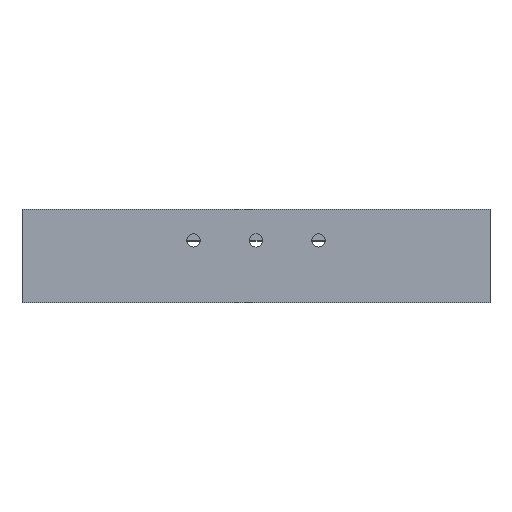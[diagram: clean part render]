
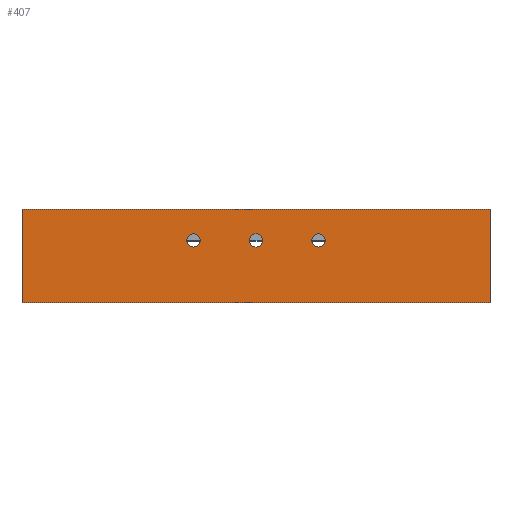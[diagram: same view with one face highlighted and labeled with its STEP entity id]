
A CAD part, top view. The second image highlights one B-rep face of the part: STEP entity #407.
In plain terms, the highlighted planar face has unit normal (0, 0, 1).
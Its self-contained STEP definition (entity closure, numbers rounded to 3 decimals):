
#67 = FACE_OUTER_BOUND ( 'NONE', #2109, .T. ) ;
#72 = EDGE_CURVE ( 'NONE', #1961, #81, #1792, .T. ) ;
#81 = VERTEX_POINT ( 'NONE', #193 ) ;
#131 = ORIENTED_EDGE ( 'NONE', *, *, #72, .T. ) ;
#141 = DIRECTION ( 'NONE',  ( 0., 1., 0. ) ) ;
#193 = CARTESIAN_POINT ( 'NONE',  ( 150., 30., 5. ) ) ;
#209 = CIRCLE ( 'NONE', #998, 2.15 ) ;
#255 = CARTESIAN_POINT ( 'NONE',  ( 0., 0., 5. ) ) ;
#279 = ORIENTED_EDGE ( 'NONE', *, *, #1761, .F. ) ;
#281 = CIRCLE ( 'NONE', #1638, 2.15 ) ;
#282 = DIRECTION ( 'NONE',  ( -1., 0., 0. ) ) ;
#299 = CARTESIAN_POINT ( 'NONE',  ( 77.15, 20., 5. ) ) ;
#393 = AXIS2_PLACEMENT_3D ( 'NONE', #822, #1531, #2085 ) ;
#407 = ADVANCED_FACE ( 'NONE', ( #1516, #1333, #623, #67 ), #807, .F. ) ;
#454 = CARTESIAN_POINT ( 'NONE',  ( 92.85, 20., 5. ) ) ;
#465 = CARTESIAN_POINT ( 'NONE',  ( 0., 0., 5. ) ) ;
#466 = ORIENTED_EDGE ( 'NONE', *, *, #1839, .F. ) ;
#485 = LINE ( 'NONE', #1530, #1988 ) ;
#502 = CARTESIAN_POINT ( 'NONE',  ( 97.15, 20., 5. ) ) ;
#514 = CARTESIAN_POINT ( 'NONE',  ( 55., 20., 5. ) ) ;
#522 = DIRECTION ( 'NONE',  ( 1., 0., 0. ) ) ;
#545 = EDGE_CURVE ( 'NONE', #2148, #1961, #1591, .T. ) ;
#552 = ORIENTED_EDGE ( 'NONE', *, *, #959, .F. ) ;
#560 = EDGE_CURVE ( 'NONE', #1242, #757, #1178, .T. ) ;
#565 = VERTEX_POINT ( 'NONE', #502 ) ;
#623 = FACE_BOUND ( 'NONE', #1845, .T. ) ;
#631 = AXIS2_PLACEMENT_3D ( 'NONE', #1202, #1733, #282 ) ;
#635 = CARTESIAN_POINT ( 'NONE',  ( 52.85, 20., 5. ) ) ;
#689 = ORIENTED_EDGE ( 'NONE', *, *, #1327, .F. ) ;
#700 = DIRECTION ( 'NONE',  ( -1., 0., 0. ) ) ;
#757 = VERTEX_POINT ( 'NONE', #1278 ) ;
#769 = VERTEX_POINT ( 'NONE', #1770 ) ;
#800 = DIRECTION ( 'NONE',  ( 0., 0., 1. ) ) ;
#807 = PLANE ( 'NONE',  #393 ) ;
#822 = CARTESIAN_POINT ( 'NONE',  ( 0., 0., 5. ) ) ;
#835 = CARTESIAN_POINT ( 'NONE',  ( 72.85, 20., 5. ) ) ;
#852 = DIRECTION ( 'NONE',  ( 0., 0., 1. ) ) ;
#861 = ORIENTED_EDGE ( 'NONE', *, *, #545, .T. ) ;
#894 = VECTOR ( 'NONE', #1212, 1000. ) ;
#959 = EDGE_CURVE ( 'NONE', #2169, #565, #1633, .T. ) ;
#998 = AXIS2_PLACEMENT_3D ( 'NONE', #1893, #800, #1195 ) ;
#1014 = VERTEX_POINT ( 'NONE', #835 ) ;
#1016 = CARTESIAN_POINT ( 'NONE',  ( 0., 0., 5. ) ) ;
#1080 = AXIS2_PLACEMENT_3D ( 'NONE', #1397, #1387, #2315 ) ;
#1178 = CIRCLE ( 'NONE', #2020, 2.15 ) ;
#1188 = ORIENTED_EDGE ( 'NONE', *, *, #1287, .T. ) ;
#1195 = DIRECTION ( 'NONE',  ( 1., 0., 0. ) ) ;
#1202 = CARTESIAN_POINT ( 'NONE',  ( 95., 20., 5. ) ) ;
#1212 = DIRECTION ( 'NONE',  ( 1., 0., 0. ) ) ;
#1231 = CARTESIAN_POINT ( 'NONE',  ( 95., 20., 5. ) ) ;
#1233 = CARTESIAN_POINT ( 'NONE',  ( 150., 0., 5. ) ) ;
#1242 = VERTEX_POINT ( 'NONE', #635 ) ;
#1271 = CARTESIAN_POINT ( 'NONE',  ( 150., 0., 5. ) ) ;
#1278 = CARTESIAN_POINT ( 'NONE',  ( 57.15, 20., 5. ) ) ;
#1287 = EDGE_CURVE ( 'NONE', #81, #769, #485, .T. ) ;
#1289 = ORIENTED_EDGE ( 'NONE', *, *, #2224, .F. ) ;
#1325 = ORIENTED_EDGE ( 'NONE', *, *, #2099, .T. ) ;
#1327 = EDGE_CURVE ( 'NONE', #1014, #1766, #209, .T. ) ;
#1333 = FACE_BOUND ( 'NONE', #2087, .T. ) ;
#1344 = AXIS2_PLACEMENT_3D ( 'NONE', #1231, #1929, #700 ) ;
#1348 = DIRECTION ( 'NONE',  ( -1., 0., 0. ) ) ;
#1387 = DIRECTION ( 'NONE',  ( 0., 0., 1. ) ) ;
#1397 = CARTESIAN_POINT ( 'NONE',  ( 75., 20., 5. ) ) ;
#1427 = CARTESIAN_POINT ( 'NONE',  ( 55., 20., 5. ) ) ;
#1493 = LINE ( 'NONE', #465, #2264 ) ;
#1516 = FACE_BOUND ( 'NONE', #1635, .T. ) ;
#1530 = CARTESIAN_POINT ( 'NONE',  ( 0., 30., 5. ) ) ;
#1531 = DIRECTION ( 'NONE',  ( 0., 0., -1. ) ) ;
#1569 = CIRCLE ( 'NONE', #1344, 2.15 ) ;
#1591 = LINE ( 'NONE', #1016, #894 ) ;
#1633 = CIRCLE ( 'NONE', #631, 2.15 ) ;
#1635 = EDGE_LOOP ( 'NONE', ( #279, #552 ) ) ;
#1638 = AXIS2_PLACEMENT_3D ( 'NONE', #1427, #852, #522 ) ;
#1733 = DIRECTION ( 'NONE',  ( 0., 0., 1. ) ) ;
#1761 = EDGE_CURVE ( 'NONE', #565, #2169, #1569, .T. ) ;
#1766 = VERTEX_POINT ( 'NONE', #299 ) ;
#1770 = CARTESIAN_POINT ( 'NONE',  ( 0., 30., 5. ) ) ;
#1792 = LINE ( 'NONE', #1233, #1863 ) ;
#1839 = EDGE_CURVE ( 'NONE', #757, #1242, #281, .T. ) ;
#1845 = EDGE_LOOP ( 'NONE', ( #1289, #689 ) ) ;
#1863 = VECTOR ( 'NONE', #141, 1000. ) ;
#1875 = ORIENTED_EDGE ( 'NONE', *, *, #560, .F. ) ;
#1889 = DIRECTION ( 'NONE',  ( 0., -1., 0. ) ) ;
#1893 = CARTESIAN_POINT ( 'NONE',  ( 75., 20., 5. ) ) ;
#1929 = DIRECTION ( 'NONE',  ( 0., 0., 1. ) ) ;
#1961 = VERTEX_POINT ( 'NONE', #1271 ) ;
#1988 = VECTOR ( 'NONE', #1348, 1000. ) ;
#2020 = AXIS2_PLACEMENT_3D ( 'NONE', #514, #2151, #2127 ) ;
#2085 = DIRECTION ( 'NONE',  ( -1., 0., 0. ) ) ;
#2087 = EDGE_LOOP ( 'NONE', ( #466, #1875 ) ) ;
#2099 = EDGE_CURVE ( 'NONE', #769, #2148, #1493, .T. ) ;
#2108 = CIRCLE ( 'NONE', #1080, 2.15 ) ;
#2109 = EDGE_LOOP ( 'NONE', ( #1325, #861, #131, #1188 ) ) ;
#2127 = DIRECTION ( 'NONE',  ( 1., 0., 0. ) ) ;
#2148 = VERTEX_POINT ( 'NONE', #255 ) ;
#2151 = DIRECTION ( 'NONE',  ( 0., 0., 1. ) ) ;
#2169 = VERTEX_POINT ( 'NONE', #454 ) ;
#2224 = EDGE_CURVE ( 'NONE', #1766, #1014, #2108, .T. ) ;
#2264 = VECTOR ( 'NONE', #1889, 1000. ) ;
#2315 = DIRECTION ( 'NONE',  ( 1., 0., 0. ) ) ;
